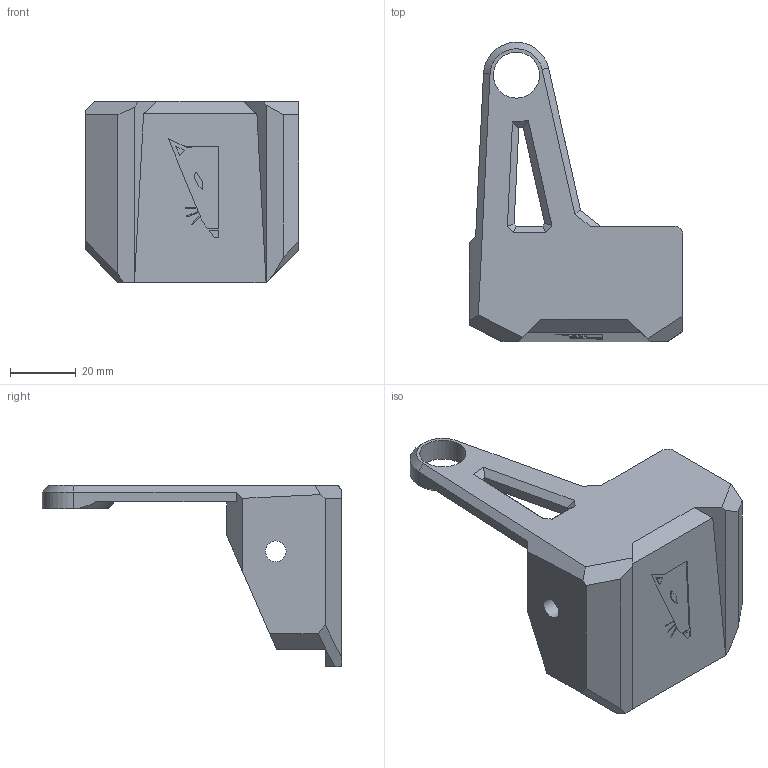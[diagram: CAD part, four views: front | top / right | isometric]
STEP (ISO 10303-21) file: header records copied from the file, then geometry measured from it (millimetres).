
FILE_DESCRIPTION(/* description */ ('STEP AP242','CAx-IF Rec.Pracs.---Representation and Presentation of Product Manufacturing Information (PMI)---4.0---2014-10-13','CAx-IF Rec.Pracs.---3D Tessellated Geometry---0.4---2014-09-14','2;1'),/* implementation_level */ '2;1');
FILE_NAME(/* name */ '61c8e42180feac090ea936b2',/* time_stamp */ '2021-12-26T21:52:35+00:00',/* author */ (''),/* organization */ (''),/* preprocessor_version */ 'ST-DEVELOPER v18.101',/* originating_system */ ' ',/* authorisation */ ' ');
FILE_SCHEMA (('AP242_MANAGED_MODEL_BASED_3D_ENGINEERING_MIM_LF { 1 0 10303 442 1 1 4 }'));
Length unit declared in the file: metre
Products named in the file (1): z_cap
Bounding box: 65 x 90.91 x 55 mm (x, y, z)
Volume: 31548.8 mm3; surface area: 16910 mm2
Topology: 1 solids, 1 shells, 86 faces, 226 edges, 146 vertices
Faces by surface type: plane 73, cylinder 11, cone 2
Full cylindrical faces by diameter (mm): 6.3 x1, 14 x1
Entity records: 2630 total; most frequent: CARTESIAN_POINT 464, ORIENTED_EDGE 448, DIRECTION 421, EDGE_CURVE 224, LINE 197, VECTOR 197, VERTEX_POINT 146, AXIS2_PLACEMENT_3D 112
